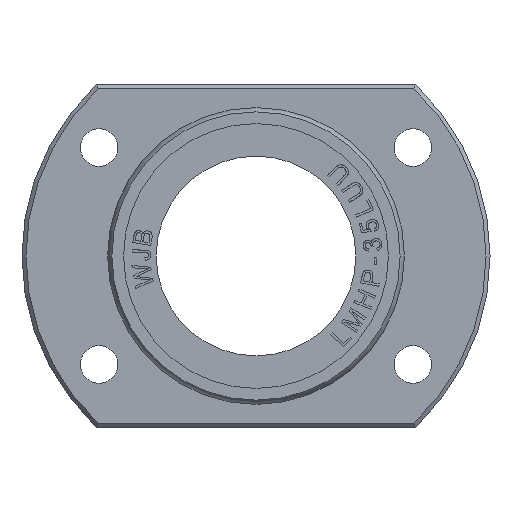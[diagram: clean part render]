
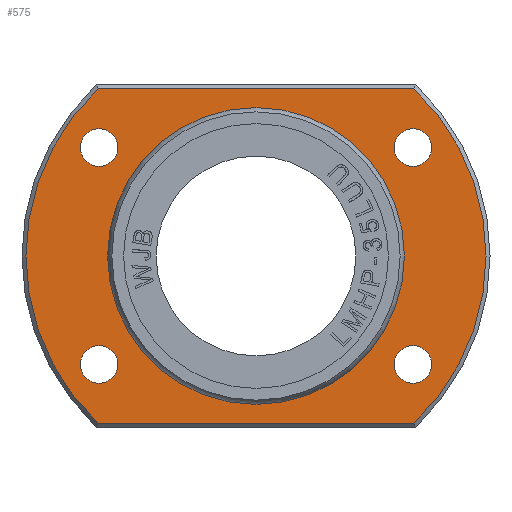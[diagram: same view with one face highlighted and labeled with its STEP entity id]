
A CAD part, left-side view. The second image highlights one B-rep face of the part: STEP entity #575.
In plain terms, the highlighted planar face has unit normal (-1, 0, 0).
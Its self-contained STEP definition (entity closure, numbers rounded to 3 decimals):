
#575=ADVANCED_FACE('',(#1383,#1384,#1385,#1386,#1387,#1388),#979,.T.);
#979=PLANE('',#7345);
#1277=CIRCLE('',#7338,3.3);
#1278=CIRCLE('',#7339,40.3);
#1279=CIRCLE('',#7340,40.3);
#1280=CIRCLE('',#7341,25.714);
#1281=CIRCLE('',#7342,3.3);
#1282=CIRCLE('',#7343,3.3);
#1283=CIRCLE('',#7344,3.3);
#1383=FACE_BOUND('',#1499,.T.);
#1384=FACE_BOUND('',#1500,.T.);
#1385=FACE_BOUND('',#1501,.T.);
#1386=FACE_BOUND('',#1502,.T.);
#1387=FACE_BOUND('',#1503,.T.);
#1388=FACE_BOUND('',#1504,.T.);
#1499=EDGE_LOOP('',(#2710));
#1500=EDGE_LOOP('',(#2711,#2712,#2713,#2714));
#1501=EDGE_LOOP('',(#2715));
#1502=EDGE_LOOP('',(#2716));
#1503=EDGE_LOOP('',(#2717));
#1504=EDGE_LOOP('',(#2718));
#2022=B_SPLINE_CURVE_WITH_KNOTS('',3,(#10968,#10969,#10970,#10971),.UNSPECIFIED.,
 .F.,.F.,(4,4),(0.,1.),.UNSPECIFIED.);
#2023=B_SPLINE_CURVE_WITH_KNOTS('',3,(#10975,#10976,#10977,#10978),.UNSPECIFIED.,
 .F.,.F.,(4,4),(0.,1.),.UNSPECIFIED.);
#2710=ORIENTED_EDGE('',*,*,#5416,.F.);
#2711=ORIENTED_EDGE('',*,*,#5417,.F.);
#2712=ORIENTED_EDGE('',*,*,#5418,.F.);
#2713=ORIENTED_EDGE('',*,*,#5419,.F.);
#2714=ORIENTED_EDGE('',*,*,#5420,.F.);
#2715=ORIENTED_EDGE('',*,*,#5421,.F.);
#2716=ORIENTED_EDGE('',*,*,#5422,.F.);
#2717=ORIENTED_EDGE('',*,*,#5423,.F.);
#2718=ORIENTED_EDGE('',*,*,#5424,.T.);
#4734=VERTEX_POINT('',#10964);
#4735=VERTEX_POINT('',#10966);
#4736=VERTEX_POINT('',#10967);
#4737=VERTEX_POINT('',#10972);
#4738=VERTEX_POINT('',#10974);
#4739=VERTEX_POINT('',#10980);
#4740=VERTEX_POINT('',#10982);
#4741=VERTEX_POINT('',#10984);
#4742=VERTEX_POINT('',#10986);
#5416=EDGE_CURVE('',#4734,#4734,#1277,.T.);
#5417=EDGE_CURVE('',#4735,#4736,#1278,.T.);
#5418=EDGE_CURVE('',#4737,#4735,#2022,.T.);
#5419=EDGE_CURVE('',#4738,#4737,#1279,.T.);
#5420=EDGE_CURVE('',#4736,#4738,#2023,.T.);
#5421=EDGE_CURVE('',#4739,#4739,#1280,.T.);
#5422=EDGE_CURVE('',#4740,#4740,#1281,.T.);
#5423=EDGE_CURVE('',#4741,#4741,#1282,.T.);
#5424=EDGE_CURVE('',#4742,#4742,#1283,.T.);
#7338=AXIS2_PLACEMENT_3D('',#10963,#7983,#7984);
#7339=AXIS2_PLACEMENT_3D('',#10965,#7985,#7986);
#7340=AXIS2_PLACEMENT_3D('',#10973,#7987,#7988);
#7341=AXIS2_PLACEMENT_3D('',#10979,#7989,#7990);
#7342=AXIS2_PLACEMENT_3D('',#10981,#7991,#7992);
#7343=AXIS2_PLACEMENT_3D('',#10983,#7993,#7994);
#7344=AXIS2_PLACEMENT_3D('',#10985,#7995,#7996);
#7345=AXIS2_PLACEMENT_3D('',#10987,#7997,#7998);
#7983=DIRECTION('',(-1.,0.,0.));
#7984=DIRECTION('',(0.,0.,1.));
#7985=DIRECTION('',(1.,0.,0.));
#7986=DIRECTION('',(0.,0.,-1.));
#7987=DIRECTION('',(1.,0.,0.));
#7988=DIRECTION('',(0.,0.,-1.));
#7989=DIRECTION('',(-1.,0.,0.));
#7990=DIRECTION('',(0.,0.,1.));
#7991=DIRECTION('',(-1.,0.,0.));
#7992=DIRECTION('',(0.,0.,1.));
#7993=DIRECTION('',(-1.,0.,0.));
#7994=DIRECTION('',(0.,0.,1.));
#7995=DIRECTION('',(1.,0.,0.));
#7996=DIRECTION('',(0.,0.,1.));
#7997=DIRECTION('',(-1.,0.,0.));
#7998=DIRECTION('',(0.,0.,1.));
#10963=CARTESIAN_POINT('',(10.,-27.5,-19.));
#10964=CARTESIAN_POINT('',(10.,-27.5,-15.7));
#10965=CARTESIAN_POINT('',(10.,0.,0.));
#10966=CARTESIAN_POINT('',(10.,-27.669,29.3));
#10967=CARTESIAN_POINT('',(10.,-27.669,-29.3));
#10968=CARTESIAN_POINT('',(10.,27.669,29.3));
#10969=CARTESIAN_POINT('',(10.,9.223,29.3));
#10970=CARTESIAN_POINT('',(10.,-9.223,29.3));
#10971=CARTESIAN_POINT('',(10.,-27.669,29.3));
#10972=CARTESIAN_POINT('',(10.,27.669,29.3));
#10973=CARTESIAN_POINT('',(10.,0.,0.));
#10974=CARTESIAN_POINT('',(10.,27.669,-29.3));
#10975=CARTESIAN_POINT('',(10.,-27.669,-29.3));
#10976=CARTESIAN_POINT('',(10.,-9.223,-29.3));
#10977=CARTESIAN_POINT('',(10.,9.223,-29.3));
#10978=CARTESIAN_POINT('',(10.,27.669,-29.3));
#10979=CARTESIAN_POINT('',(10.,0.,0.));
#10980=CARTESIAN_POINT('',(10.,0.,25.714));
#10981=CARTESIAN_POINT('',(10.,-27.5,19.));
#10982=CARTESIAN_POINT('',(10.,-27.5,22.3));
#10983=CARTESIAN_POINT('',(10.,27.5,19.));
#10984=CARTESIAN_POINT('',(10.,27.5,22.3));
#10985=CARTESIAN_POINT('',(10.,27.5,-19.));
#10986=CARTESIAN_POINT('',(10.,27.5,-15.7));
#10987=CARTESIAN_POINT('',(10.,0.,33.357));
